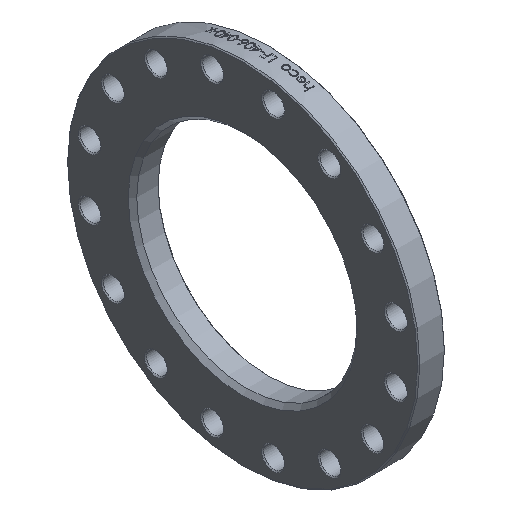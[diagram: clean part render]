
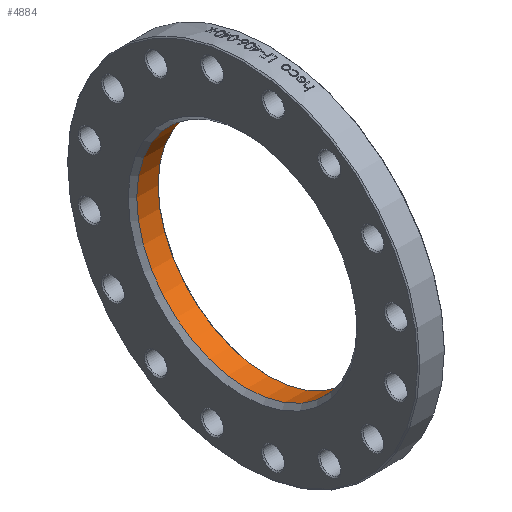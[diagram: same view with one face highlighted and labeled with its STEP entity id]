
A CAD part, isometric view. The second image highlights one B-rep face of the part: STEP entity #4884.
In plain terms, the highlighted cylindrical face has radius 206.5 mm (diameter 413 mm), a full revolution.
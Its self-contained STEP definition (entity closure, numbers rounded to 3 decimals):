
#686 = CYLINDRICAL_SURFACE ( 'NONE', #6501, 206.5 ) ;
#734 = DIRECTION ( 'NONE',  ( 0., 0., 1. ) ) ;
#1243 = FACE_OUTER_BOUND ( 'NONE', #2725, .T. ) ;
#1891 = DIRECTION ( 'NONE',  ( 1., 0., 0. ) ) ;
#2070 = AXIS2_PLACEMENT_3D ( 'NONE', #5333, #1891, #734 ) ;
#2646 = EDGE_LOOP ( 'NONE', ( #6839 ) ) ;
#2725 = EDGE_LOOP ( 'NONE', ( #4125 ) ) ;
#2926 = DIRECTION ( 'NONE',  ( -1., 0., 0. ) ) ;
#3105 = VERTEX_POINT ( 'NONE', #6545 ) ;
#3640 = CARTESIAN_POINT ( 'NONE',  ( 0., 0., 0. ) ) ;
#4125 = ORIENTED_EDGE ( 'NONE', *, *, #4256, .T. ) ;
#4126 = DIRECTION ( 'NONE',  ( -1., 0., 0. ) ) ;
#4256 = EDGE_CURVE ( 'NONE', #3105, #3105, #6493, .T. ) ;
#4534 = CIRCLE ( 'NONE', #4652, 206.5 ) ;
#4652 = AXIS2_PLACEMENT_3D ( 'NONE', #7007, #2926, #5163 ) ;
#4884 = ADVANCED_FACE ( 'NONE', ( #5208, #1243 ), #686, .F. ) ;
#5163 = DIRECTION ( 'NONE',  ( 0., 0., -1. ) ) ;
#5208 = FACE_OUTER_BOUND ( 'NONE', #2646, .T. ) ;
#5333 = CARTESIAN_POINT ( 'NONE',  ( 48., 0., 0. ) ) ;
#6139 = CARTESIAN_POINT ( 'NONE',  ( 8., 0., -206.5 ) ) ;
#6493 = CIRCLE ( 'NONE', #2070, 206.5 ) ;
#6501 = AXIS2_PLACEMENT_3D ( 'NONE', #3640, #4126, #7015 ) ;
#6545 = CARTESIAN_POINT ( 'NONE',  ( 48., 0., 206.5 ) ) ;
#6839 = ORIENTED_EDGE ( 'NONE', *, *, #7284, .T. ) ;
#7007 = CARTESIAN_POINT ( 'NONE',  ( 8., 0., 0. ) ) ;
#7015 = DIRECTION ( 'NONE',  ( 0., 0., 1. ) ) ;
#7284 = EDGE_CURVE ( 'NONE', #7333, #7333, #4534, .T. ) ;
#7333 = VERTEX_POINT ( 'NONE', #6139 ) ;
